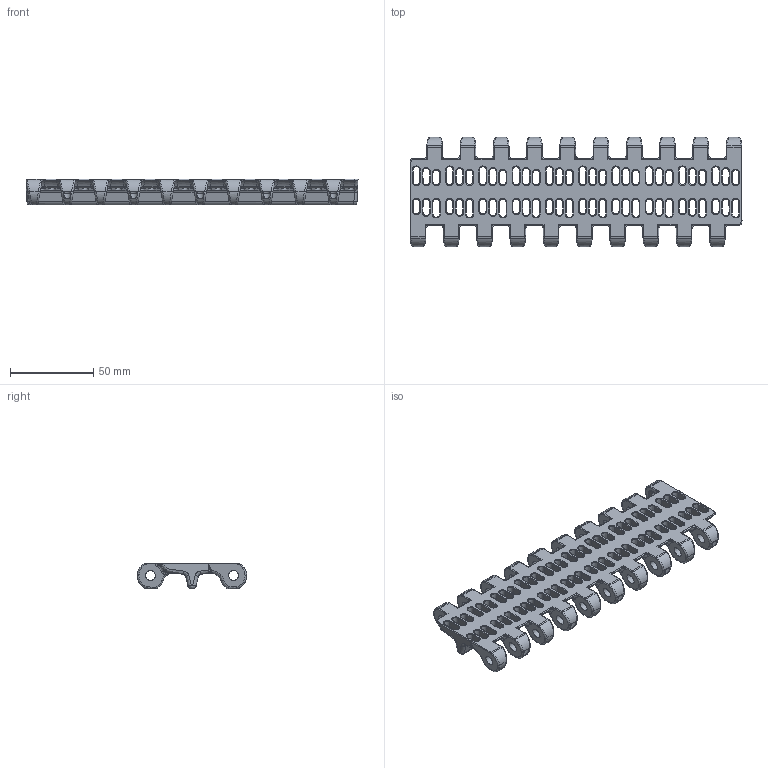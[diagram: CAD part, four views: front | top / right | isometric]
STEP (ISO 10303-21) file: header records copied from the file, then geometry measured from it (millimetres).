
FILE_DESCRIPTION( ( 'Unknown' ), '1' );
FILE_NAME( 'E50805 midtmodul.stp', 'Unknown', ( 'Unknown' ), ( 'Unknown' ), 'PSStep 16.0.42', 'Unknown', ' ' );
FILE_SCHEMA( ( 'AUTOMOTIVE_DESIGN { 1 0 10303 214 1 1 1 1 }' ) );
Length unit declared in the file: millimetre
Products named in the file (1): 1
Bounding box: 199.61 x 65.8 x 15.6 mm (x, y, z)
Volume: 67890.9 mm3; surface area: 38961.3 mm2
Topology: 1 solids, 1 shells, 1398 faces, 3766 edges, 2266 vertices
Faces by surface type: bspline 546, cylinder 357, plane 245, torus 130, cone 120
Full cylindrical faces by diameter (mm): 6 x20
Entity records: 86498 total; most frequent: CARTESIAN_POINT 45337, ORIENTED_EDGE 7360, DIRECTION 4944, EDGE_CURVE 3680, VERTEX_POINT 2246, AXIS2_PLACEMENT_3D 1965, EDGE_LOOP 1520, FACE_OUTER_BOUND 1418
